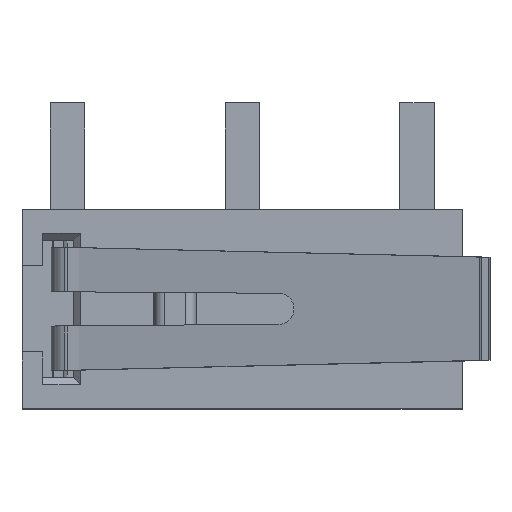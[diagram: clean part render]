
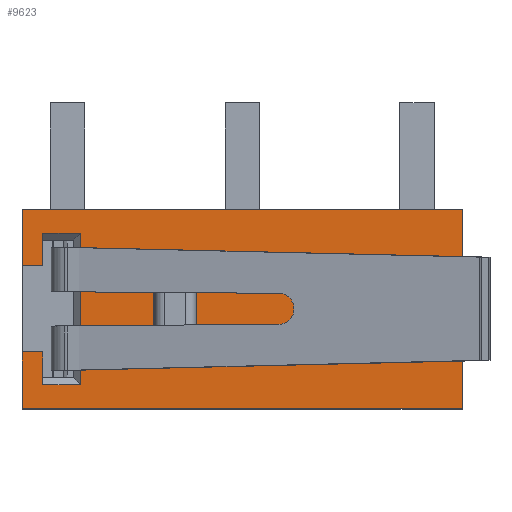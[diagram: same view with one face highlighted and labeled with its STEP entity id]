
A CAD part, top view. The second image highlights one B-rep face of the part: STEP entity #9623.
In plain terms, the highlighted planar face has unit normal (0, 0, 1).
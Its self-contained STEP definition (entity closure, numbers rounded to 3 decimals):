
#1783=ORIENTED_EDGE('',*,*,#4325,.T.);
#1784=ORIENTED_EDGE('',*,*,#4326,.T.);
#1785=ORIENTED_EDGE('',*,*,#4327,.T.);
#1786=ORIENTED_EDGE('',*,*,#4328,.T.);
#1787=ORIENTED_EDGE('',*,*,#4154,.T.);
#1788=ORIENTED_EDGE('',*,*,#4329,.T.);
#1789=ORIENTED_EDGE('',*,*,#4027,.T.);
#1790=ORIENTED_EDGE('',*,*,#4330,.T.);
#1791=ORIENTED_EDGE('',*,*,#4331,.T.);
#1792=ORIENTED_EDGE('',*,*,#4332,.T.);
#1793=ORIENTED_EDGE('',*,*,#4333,.T.);
#1794=ORIENTED_EDGE('',*,*,#4334,.T.);
#1795=ORIENTED_EDGE('',*,*,#4335,.T.);
#1796=ORIENTED_EDGE('',*,*,#4336,.T.);
#1797=ORIENTED_EDGE('',*,*,#4337,.T.);
#1798=ORIENTED_EDGE('',*,*,#4338,.T.);
#4027=EDGE_CURVE('',#5353,#5352,#6342,.T.);
#4154=EDGE_CURVE('',#5480,#5479,#6355,.T.);
#4325=EDGE_CURVE('',#5650,#5651,#6425,.T.);
#4326=EDGE_CURVE('',#5651,#5652,#6426,.T.);
#4327=EDGE_CURVE('',#5652,#5653,#6427,.T.);
#4328=EDGE_CURVE('',#5653,#5480,#6428,.T.);
#4329=EDGE_CURVE('',#5479,#5353,#6429,.T.);
#4330=EDGE_CURVE('',#5352,#5654,#6430,.T.);
#4331=EDGE_CURVE('',#5654,#5655,#6431,.T.);
#4332=EDGE_CURVE('',#5655,#5656,#6432,.T.);
#4333=EDGE_CURVE('',#5656,#5657,#6433,.T.);
#4334=EDGE_CURVE('',#5657,#5650,#6434,.T.);
#4335=EDGE_CURVE('',#5658,#5659,#6435,.T.);
#4336=EDGE_CURVE('',#5659,#5660,#6436,.T.);
#4337=EDGE_CURVE('',#5660,#5661,#6437,.T.);
#4338=EDGE_CURVE('',#5661,#5658,#6438,.T.);
#5352=VERTEX_POINT('',#16534);
#5353=VERTEX_POINT('',#16536);
#5479=VERTEX_POINT('',#17531);
#5480=VERTEX_POINT('',#17533);
#5650=VERTEX_POINT('',#18329);
#5651=VERTEX_POINT('',#18330);
#5652=VERTEX_POINT('',#18332);
#5653=VERTEX_POINT('',#18334);
#5654=VERTEX_POINT('',#18338);
#5655=VERTEX_POINT('',#18340);
#5656=VERTEX_POINT('',#18342);
#5657=VERTEX_POINT('',#18344);
#5658=VERTEX_POINT('',#18347);
#5659=VERTEX_POINT('',#18348);
#5660=VERTEX_POINT('',#18350);
#5661=VERTEX_POINT('',#18352);
#6342=LINE('',#16535,#7213);
#6355=LINE('',#17532,#7226);
#6425=LINE('',#18328,#7296);
#6426=LINE('',#18331,#7297);
#6427=LINE('',#18333,#7298);
#6428=LINE('',#18335,#7299);
#6429=LINE('',#18336,#7300);
#6430=LINE('',#18337,#7301);
#6431=LINE('',#18339,#7302);
#6432=LINE('',#18341,#7303);
#6433=LINE('',#18343,#7304);
#6434=LINE('',#18345,#7305);
#6435=LINE('',#18346,#7306);
#6436=LINE('',#18349,#7307);
#6437=LINE('',#18351,#7308);
#6438=LINE('',#18353,#7309);
#7213=VECTOR('',#14302,1000.);
#7226=VECTOR('',#14319,1000.);
#7296=VECTOR('',#14419,1000.);
#7297=VECTOR('',#14420,1000.);
#7298=VECTOR('',#14421,1000.);
#7299=VECTOR('',#14422,1000.);
#7300=VECTOR('',#14423,1000.);
#7301=VECTOR('',#14424,1000.);
#7302=VECTOR('',#14425,1000.);
#7303=VECTOR('',#14426,1000.);
#7304=VECTOR('',#14427,1000.);
#7305=VECTOR('',#14428,1000.);
#7306=VECTOR('',#14429,1000.);
#7307=VECTOR('',#14430,1000.);
#7308=VECTOR('',#14431,1000.);
#7309=VECTOR('',#14432,1000.);
#7987=EDGE_LOOP('',(#1783,#1784,#1785,#1786,#1787,#1788,#1789,#1790,#1791,
#1792,#1793,#1794));
#7988=EDGE_LOOP('',(#1795,#1796,#1797,#1798));
#8610=FACE_BOUND('',#7987,.T.);
#8611=FACE_BOUND('',#7988,.T.);
#9141=PLANE('',#13223);
#9623=ADVANCED_FACE('',(#8610,#8611),#9141,.T.);
#13223=AXIS2_PLACEMENT_3D('',#18327,#14417,#14418);
#14302=DIRECTION('',(-1.,0.,0.));
#14319=DIRECTION('',(1.,0.,0.));
#14417=DIRECTION('',(0.,0.,1.));
#14418=DIRECTION('',(1.,0.,0.));
#14419=DIRECTION('',(-1.,0.,0.));
#14420=DIRECTION('',(0.,1.,0.));
#14421=DIRECTION('',(-1.,0.,0.));
#14422=DIRECTION('',(0.,-1.,0.));
#14423=DIRECTION('',(0.,1.,0.));
#14424=DIRECTION('',(0.,-1.,0.));
#14425=DIRECTION('',(1.,0.,0.));
#14426=DIRECTION('',(0.,1.,0.));
#14427=DIRECTION('',(1.,0.,0.));
#14428=DIRECTION('',(0.,-1.,0.));
#14429=DIRECTION('',(0.,1.,0.));
#14430=DIRECTION('',(1.,0.,0.));
#14431=DIRECTION('',(0.,-1.,0.));
#14432=DIRECTION('',(-1.,0.,0.));
#16534=CARTESIAN_POINT('',(-6.4,2.9,3.6));
#16535=CARTESIAN_POINT('',(6.4,2.9,3.6));
#16536=CARTESIAN_POINT('',(6.4,2.9,3.6));
#17531=CARTESIAN_POINT('',(6.4,-2.9,3.6));
#17532=CARTESIAN_POINT('',(-6.4,-2.9,3.6));
#17533=CARTESIAN_POINT('',(-6.4,-2.9,3.6));
#18327=CARTESIAN_POINT('',(0.,0.,3.6));
#18328=CARTESIAN_POINT('',(0.,-2.2,3.6));
#18329=CARTESIAN_POINT('',(-4.7,-2.2,3.6));
#18330=CARTESIAN_POINT('',(-5.8,-2.2,3.6));
#18331=CARTESIAN_POINT('',(-5.8,-2.,3.6));
#18332=CARTESIAN_POINT('',(-5.8,-1.25,3.6));
#18333=CARTESIAN_POINT('',(-5.8,-1.25,3.6));
#18334=CARTESIAN_POINT('',(-6.4,-1.25,3.6));
#18335=CARTESIAN_POINT('',(-6.4,2.9,3.6));
#18336=CARTESIAN_POINT('',(6.4,-2.9,3.6));
#18337=CARTESIAN_POINT('',(-6.4,2.9,3.6));
#18338=CARTESIAN_POINT('',(-6.4,1.25,3.6));
#18339=CARTESIAN_POINT('',(-6.4,1.25,3.6));
#18340=CARTESIAN_POINT('',(-5.8,1.25,3.6));
#18341=CARTESIAN_POINT('',(-5.8,1.25,3.6));
#18342=CARTESIAN_POINT('',(-5.8,2.2,3.6));
#18343=CARTESIAN_POINT('',(0.,2.2,3.6));
#18344=CARTESIAN_POINT('',(-4.7,2.2,3.6));
#18345=CARTESIAN_POINT('',(-4.7,0.,3.6));
#18346=CARTESIAN_POINT('',(-2.575,-1.5,3.6));
#18347=CARTESIAN_POINT('',(-2.575,-1.5,3.6));
#18348=CARTESIAN_POINT('',(-2.575,1.5,3.6));
#18349=CARTESIAN_POINT('',(-2.575,1.5,3.6));
#18350=CARTESIAN_POINT('',(-1.325,1.5,3.6));
#18351=CARTESIAN_POINT('',(-1.325,1.5,3.6));
#18352=CARTESIAN_POINT('',(-1.325,-1.5,3.6));
#18353=CARTESIAN_POINT('',(-1.325,-1.5,3.6));
